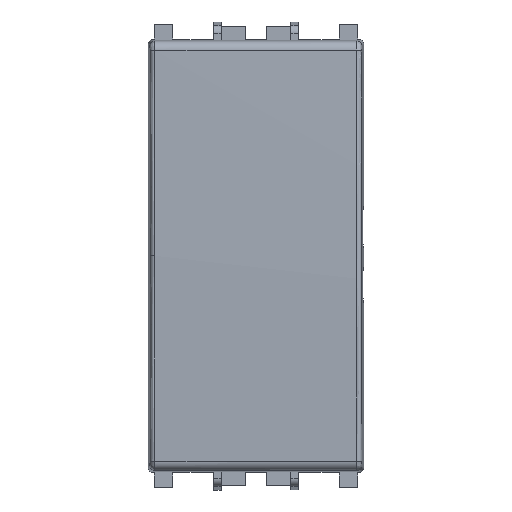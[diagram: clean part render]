
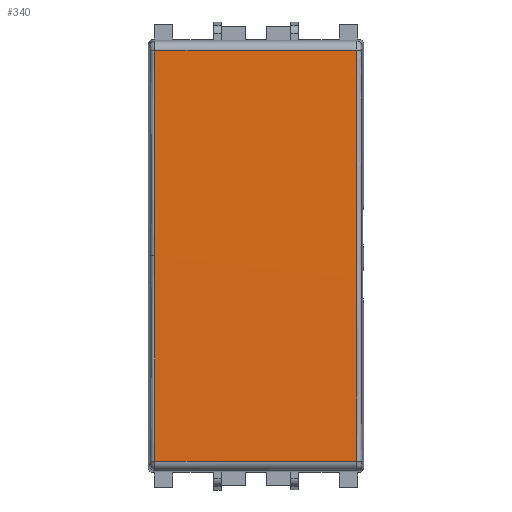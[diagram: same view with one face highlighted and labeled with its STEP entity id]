
A CAD part, top view. The second image highlights one B-rep face of the part: STEP entity #340.
In plain terms, the highlighted cylindrical face has radius 627.4 mm (diameter 1254.8 mm), a partial arc.
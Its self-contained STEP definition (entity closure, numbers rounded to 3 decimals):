
#23 = CARTESIAN_POINT ( 'NONE',  ( 45.781, -14.179, 10.38 ) ) ;
#73 = CARTESIAN_POINT ( 'NONE',  ( 45.777, -21.265, 10.14 ) ) ;
#177 = CARTESIAN_POINT ( 'NONE',  ( 66.687, 21.265, 10.14 ) ) ;
#246 = CARTESIAN_POINT ( 'NONE',  ( 66.687, -21.265, 10.14 ) ) ;
#265 = DIRECTION ( 'NONE',  ( 1., 0., 0. ) ) ;
#299 = DIRECTION ( 'NONE',  ( 1., 0., 0. ) ) ;
#340 = ADVANCED_FACE ( 'NONE', ( #4452 ), #660, .T. ) ;
#417 = LINE ( 'NONE', #2366, #3875 ) ;
#660 = CYLINDRICAL_SURFACE ( 'NONE', #2984, 627.4 ) ;
#733 = VERTEX_POINT ( 'NONE', #177 ) ;
#892 = CARTESIAN_POINT ( 'NONE',  ( 66.687, 21.265, 10.14 ) ) ;
#925 = ORIENTED_EDGE ( 'NONE', *, *, #2468, .T. ) ;
#929 = ORIENTED_EDGE ( 'NONE', *, *, #4172, .T. ) ;
#1074 = EDGE_CURVE ( 'NONE', #4784, #733, #2362, .T. ) ;
#1080 = CARTESIAN_POINT ( 'NONE',  ( -27.6, 0., -616.9 ) ) ;
#1138 = ORIENTED_EDGE ( 'NONE', *, *, #2998, .T. ) ;
#1253 = CARTESIAN_POINT ( 'NONE',  ( 45.777, 21.265, 10.14 ) ) ;
#1590 = CARTESIAN_POINT ( 'NONE',  ( 45.783, -7.089, 10.5 ) ) ;
#1611 = VERTEX_POINT ( 'NONE', #3685 ) ;
#1985 = CARTESIAN_POINT ( 'NONE',  ( 45.783, 0., 10.5 ) ) ;
#2112 = CARTESIAN_POINT ( 'NONE',  ( 45.783, 0., 10.5 ) ) ;
#2183 = CARTESIAN_POINT ( 'NONE',  ( -27.6, -21.265, 10.14 ) ) ;
#2249 = ORIENTED_EDGE ( 'NONE', *, *, #4663, .T. ) ;
#2362 = B_SPLINE_CURVE_WITH_KNOTS ( 'NONE', 3,
 ( #2474, #3558, #4315, #892 ),
 .UNSPECIFIED., .F., .F.,
 ( 4, 4 ),
 ( 0., 1. ),
 .UNSPECIFIED. ) ;
#2366 = CARTESIAN_POINT ( 'NONE',  ( -27.6, 21.265, 10.14 ) ) ;
#2403 = CARTESIAN_POINT ( 'NONE',  ( 45.781, 14.179, 10.38 ) ) ;
#2425 = CARTESIAN_POINT ( 'NONE',  ( 45.783, 7.089, 10.5 ) ) ;
#2468 = EDGE_CURVE ( 'NONE', #733, #2838, #417, .T. ) ;
#2474 = CARTESIAN_POINT ( 'NONE',  ( 66.687, -21.265, 10.14 ) ) ;
#2580 = DIRECTION ( 'NONE',  ( 0., 0., -1. ) ) ;
#2838 = VERTEX_POINT ( 'NONE', #1253 ) ;
#2984 = AXIS2_PLACEMENT_3D ( 'NONE', #1080, #265, #2580 ) ;
#2998 = EDGE_CURVE ( 'NONE', #3436, #4784, #3620, .T. ) ;
#3436 = VERTEX_POINT ( 'NONE', #3532 ) ;
#3459 = EDGE_LOOP ( 'NONE', ( #929, #2249, #1138, #3806, #925 ) ) ;
#3502 = B_SPLINE_CURVE_WITH_KNOTS ( 'NONE', 3,
 ( #3905, #2403, #2425, #2112 ),
 .UNSPECIFIED., .F., .F.,
 ( 4, 4 ),
 ( 0., 1. ),
 .UNSPECIFIED. ) ;
#3532 = CARTESIAN_POINT ( 'NONE',  ( 45.777, -21.265, 10.14 ) ) ;
#3558 = CARTESIAN_POINT ( 'NONE',  ( 66.677, -7.094, 10.62 ) ) ;
#3598 = B_SPLINE_CURVE_WITH_KNOTS ( 'NONE', 3,
 ( #1985, #1590, #23, #73 ),
 .UNSPECIFIED., .F., .F.,
 ( 4, 4 ),
 ( 0., 1. ),
 .UNSPECIFIED. ) ;
#3620 = LINE ( 'NONE', #2183, #4350 ) ;
#3685 = CARTESIAN_POINT ( 'NONE',  ( 45.783, 0., 10.5 ) ) ;
#3806 = ORIENTED_EDGE ( 'NONE', *, *, #1074, .T. ) ;
#3841 = DIRECTION ( 'NONE',  ( -1., 0., 0. ) ) ;
#3875 = VECTOR ( 'NONE', #3841, 1000. ) ;
#3905 = CARTESIAN_POINT ( 'NONE',  ( 45.777, 21.265, 10.14 ) ) ;
#4172 = EDGE_CURVE ( 'NONE', #2838, #1611, #3502, .T. ) ;
#4315 = CARTESIAN_POINT ( 'NONE',  ( 66.677, 7.094, 10.62 ) ) ;
#4350 = VECTOR ( 'NONE', #299, 1000. ) ;
#4452 = FACE_OUTER_BOUND ( 'NONE', #3459, .T. ) ;
#4663 = EDGE_CURVE ( 'NONE', #1611, #3436, #3598, .T. ) ;
#4784 = VERTEX_POINT ( 'NONE', #246 ) ;
